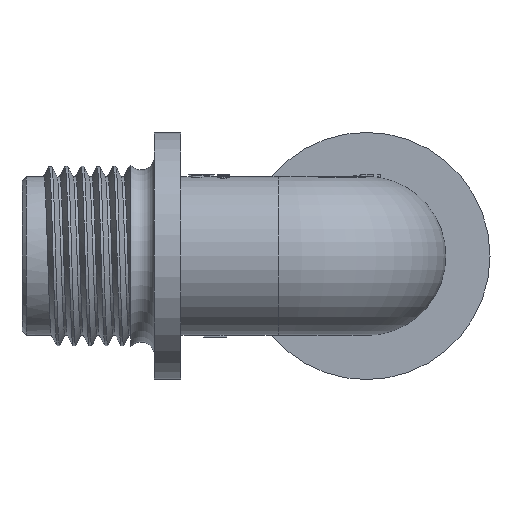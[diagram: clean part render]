
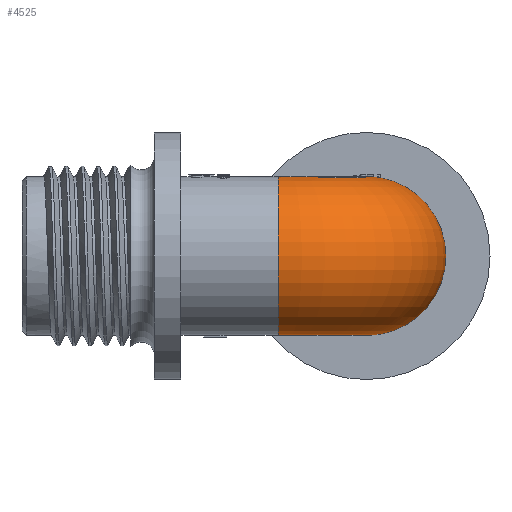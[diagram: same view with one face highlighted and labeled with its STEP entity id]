
A CAD part, front view. The second image highlights one B-rep face of the part: STEP entity #4525.
In plain terms, the highlighted toroidal (fillet/blend) face has major radius 10 mm and minor radius 9 mm.
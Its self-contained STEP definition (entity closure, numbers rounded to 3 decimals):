
#4525=ADVANCED_FACE('',(#4985,#4986,#4987),#4973,.T.);
#4973=TOROIDAL_SURFACE('',#10607,10.,9.);
#4985=FACE_BOUND('',#5057,.T.);
#4986=FACE_BOUND('',#5058,.T.);
#4987=FACE_BOUND('',#5059,.T.);
#5057=EDGE_LOOP('',(#5639,#5640,#5641,#5642,#5643,#5644,#5645,#5646));
#5058=EDGE_LOOP('',(#5647));
#5059=EDGE_LOOP('',(#5648));
#5551=CIRCLE('',#10602,9.);
#5552=CIRCLE('',#10603,11.446);
#5553=CIRCLE('',#10604,8.28);
#5554=CIRCLE('',#10605,9.);
#5555=CIRCLE('',#10606,9.);
#5639=ORIENTED_EDGE('',*,*,#9056,.F.);
#5640=ORIENTED_EDGE('',*,*,#9057,.T.);
#5641=ORIENTED_EDGE('',*,*,#9058,.F.);
#5642=ORIENTED_EDGE('',*,*,#9059,.T.);
#5643=ORIENTED_EDGE('',*,*,#9060,.F.);
#5644=ORIENTED_EDGE('',*,*,#9061,.T.);
#5645=ORIENTED_EDGE('',*,*,#9062,.F.);
#5646=ORIENTED_EDGE('',*,*,#9063,.T.);
#5647=ORIENTED_EDGE('',*,*,#9064,.F.);
#5648=ORIENTED_EDGE('',*,*,#9065,.T.);
#8185=VERTEX_POINT('',#13964);
#8186=VERTEX_POINT('',#13965);
#8187=VERTEX_POINT('',#13967);
#8188=VERTEX_POINT('',#13984);
#8189=VERTEX_POINT('',#13986);
#8190=VERTEX_POINT('',#14003);
#8191=VERTEX_POINT('',#14008);
#8192=VERTEX_POINT('',#14025);
#8193=VERTEX_POINT('',#14028);
#8194=VERTEX_POINT('',#14030);
#9056=EDGE_CURVE('',#8185,#8186,#10329,.T.);
#9057=EDGE_CURVE('',#8185,#8187,#5551,.T.);
#9058=EDGE_CURVE('',#8188,#8187,#10330,.T.);
#9059=EDGE_CURVE('',#8188,#8189,#5552,.T.);
#9060=EDGE_CURVE('',#8190,#8189,#10331,.T.);
#9061=EDGE_CURVE('',#8190,#8191,#10332,.T.);
#9062=EDGE_CURVE('',#8192,#8191,#10333,.T.);
#9063=EDGE_CURVE('',#8192,#8186,#5553,.T.);
#9064=EDGE_CURVE('',#8193,#8193,#5554,.T.);
#9065=EDGE_CURVE('',#8194,#8194,#5555,.T.);
#10329=B_SPLINE_CURVE_WITH_KNOTS('',3,(#13948,#13949,#13950,#13951,#13952,
#13953,#13954,#13955,#13956,#13957,#13958,#13959,#13960,#13961,#13962,#13963),
 .UNSPECIFIED.,.F.,.F.,(4,3,3,3,3,4),(0.,0.23,0.46,
0.691,0.92,1.),.UNSPECIFIED.);
#10330=B_SPLINE_CURVE_WITH_KNOTS('',3,(#13968,#13969,#13970,#13971,#13972,
#13973,#13974,#13975,#13976,#13977,#13978,#13979,#13980,#13981,#13982,#13983),
 .UNSPECIFIED.,.F.,.F.,(4,3,3,3,3,4),(0.,0.202,0.405,
0.608,0.813,1.),.UNSPECIFIED.);
#10331=B_SPLINE_CURVE_WITH_KNOTS('',3,(#13987,#13988,#13989,#13990,#13991,
#13992,#13993,#13994,#13995,#13996,#13997,#13998,#13999,#14000,#14001,#14002),
 .UNSPECIFIED.,.F.,.F.,(4,3,3,3,3,4),(0.,0.229,0.457,
0.687,0.914,1.),.UNSPECIFIED.);
#10332=B_SPLINE_CURVE_WITH_KNOTS('',3,(#14004,#14005,#14006,#14007),
 .UNSPECIFIED.,.F.,.F.,(4,4),(0.,1.),.UNSPECIFIED.);
#10333=B_SPLINE_CURVE_WITH_KNOTS('',3,(#14009,#14010,#14011,#14012,#14013,
#14014,#14015,#14016,#14017,#14018,#14019,#14020,#14021,#14022,#14023,#14024),
 .UNSPECIFIED.,.F.,.F.,(4,3,3,3,3,4),(0.,0.198,0.396,
0.596,0.799,1.),.UNSPECIFIED.);
#10602=AXIS2_PLACEMENT_3D('',#13966,#11547,#11548);
#10603=AXIS2_PLACEMENT_3D('',#13985,#11549,#11550);
#10604=AXIS2_PLACEMENT_3D('',#14026,#11551,#11552);
#10605=AXIS2_PLACEMENT_3D('',#14027,#11553,#11554);
#10606=AXIS2_PLACEMENT_3D('',#14029,#11555,#11556);
#10607=AXIS2_PLACEMENT_3D('',#14031,#11557,#11558);
#11547=DIRECTION('',(0.443,0.896,0.));
#11548=DIRECTION('',(0.896,-0.443,0.));
#11549=DIRECTION('',(0.,0.,-1.));
#11550=DIRECTION('',(-1.,0.,0.));
#11551=DIRECTION('',(0.,0.,1.));
#11552=DIRECTION('',(-1.,0.,0.));
#11553=DIRECTION('',(-1.,0.,0.));
#11554=DIRECTION('',(0.,0.,-1.));
#11555=DIRECTION('',(0.,-1.,0.));
#11556=DIRECTION('',(0.,0.,-1.));
#11557=DIRECTION('',(0.,0.,-1.));
#11558=DIRECTION('',(0.,1.,0.));
#13948=CARTESIAN_POINT('',(8.437,54.595,8.954));
#13949=CARTESIAN_POINT('',(8.351,54.638,8.944));
#13950=CARTESIAN_POINT('',(8.257,54.666,8.933));
#13951=CARTESIAN_POINT('',(8.162,54.677,8.921));
#13952=CARTESIAN_POINT('',(8.067,54.689,8.909));
#13953=CARTESIAN_POINT('',(7.968,54.684,8.896));
#13954=CARTESIAN_POINT('',(7.875,54.663,8.884));
#13955=CARTESIAN_POINT('',(7.781,54.642,8.872));
#13956=CARTESIAN_POINT('',(7.69,54.605,8.861));
#13957=CARTESIAN_POINT('',(7.608,54.553,8.852));
#13958=CARTESIAN_POINT('',(7.527,54.503,8.844));
#13959=CARTESIAN_POINT('',(7.453,54.437,8.838));
#13960=CARTESIAN_POINT('',(7.394,54.362,8.835));
#13961=CARTESIAN_POINT('',(7.373,54.335,8.835));
#13962=CARTESIAN_POINT('',(7.353,54.307,8.834));
#13963=CARTESIAN_POINT('',(7.335,54.279,8.834));
#13964=CARTESIAN_POINT('',(8.437,54.595,8.954));
#13965=CARTESIAN_POINT('',(7.335,54.279,8.834));
#13966=CARTESIAN_POINT('',(9.252,54.193,0.));
#13967=CARTESIAN_POINT('',(9.754,53.944,8.983));
#13968=CARTESIAN_POINT('',(10.108,52.743,8.883));
#13969=CARTESIAN_POINT('',(10.156,52.825,8.883));
#13970=CARTESIAN_POINT('',(10.192,52.915,8.885));
#13971=CARTESIAN_POINT('',(10.211,53.008,8.89));
#13972=CARTESIAN_POINT('',(10.23,53.1,8.895));
#13973=CARTESIAN_POINT('',(10.234,53.197,8.901));
#13974=CARTESIAN_POINT('',(10.221,53.291,8.909));
#13975=CARTESIAN_POINT('',(10.209,53.385,8.917));
#13976=CARTESIAN_POINT('',(10.181,53.478,8.926));
#13977=CARTESIAN_POINT('',(10.138,53.562,8.936));
#13978=CARTESIAN_POINT('',(10.095,53.648,8.945));
#13979=CARTESIAN_POINT('',(10.037,53.727,8.954));
#13980=CARTESIAN_POINT('',(9.968,53.794,8.963));
#13981=CARTESIAN_POINT('',(9.906,53.854,8.97));
#13982=CARTESIAN_POINT('',(9.833,53.905,8.977));
#13983=CARTESIAN_POINT('',(9.754,53.944,8.983));
#13984=CARTESIAN_POINT('',(10.108,52.743,8.883));
#13985=CARTESIAN_POINT('',(0.287,58.624,8.883));
#13986=CARTESIAN_POINT('',(5.651,48.512,8.883));
#13987=CARTESIAN_POINT('',(4.538,48.8,8.972));
#13988=CARTESIAN_POINT('',(4.59,48.72,8.965));
#13989=CARTESIAN_POINT('',(4.657,48.648,8.956));
#13990=CARTESIAN_POINT('',(4.732,48.589,8.947));
#13991=CARTESIAN_POINT('',(4.808,48.531,8.938));
#13992=CARTESIAN_POINT('',(4.895,48.485,8.928));
#13993=CARTESIAN_POINT('',(4.986,48.455,8.919));
#13994=CARTESIAN_POINT('',(5.077,48.425,8.911));
#13995=CARTESIAN_POINT('',(5.174,48.411,8.903));
#13996=CARTESIAN_POINT('',(5.27,48.413,8.896));
#13997=CARTESIAN_POINT('',(5.365,48.415,8.89));
#13998=CARTESIAN_POINT('',(5.462,48.433,8.886));
#13999=CARTESIAN_POINT('',(5.551,48.467,8.884));
#14000=CARTESIAN_POINT('',(5.585,48.48,8.883));
#14001=CARTESIAN_POINT('',(5.619,48.495,8.883));
#14002=CARTESIAN_POINT('',(5.651,48.512,8.883));
#14003=CARTESIAN_POINT('',(4.538,48.8,8.972));
#14004=CARTESIAN_POINT('',(4.538,48.8,8.972));
#14005=CARTESIAN_POINT('',(4.272,49.21,9.01));
#14006=CARTESIAN_POINT('',(4.003,49.624,9.009));
#14007=CARTESIAN_POINT('',(3.737,50.033,8.969));
#14008=CARTESIAN_POINT('',(3.737,50.033,8.969));
#14009=CARTESIAN_POINT('',(4.063,51.255,8.834));
#14010=CARTESIAN_POINT('',(3.979,51.212,8.834));
#14011=CARTESIAN_POINT('',(3.902,51.154,8.838));
#14012=CARTESIAN_POINT('',(3.837,51.087,8.844));
#14013=CARTESIAN_POINT('',(3.772,51.019,8.85));
#14014=CARTESIAN_POINT('',(3.718,50.94,8.86));
#14015=CARTESIAN_POINT('',(3.678,50.855,8.87));
#14016=CARTESIAN_POINT('',(3.639,50.769,8.881));
#14017=CARTESIAN_POINT('',(3.613,50.676,8.893));
#14018=CARTESIAN_POINT('',(3.604,50.582,8.905));
#14019=CARTESIAN_POINT('',(3.594,50.486,8.918));
#14020=CARTESIAN_POINT('',(3.601,50.388,8.93));
#14021=CARTESIAN_POINT('',(3.624,50.295,8.941));
#14022=CARTESIAN_POINT('',(3.647,50.203,8.952));
#14023=CARTESIAN_POINT('',(3.685,50.113,8.962));
#14024=CARTESIAN_POINT('',(3.737,50.033,8.969));
#14025=CARTESIAN_POINT('',(4.063,51.255,8.834));
#14026=CARTESIAN_POINT('',(0.287,58.624,8.834));
#14027=CARTESIAN_POINT('',(0.287,48.624,0.));
#14028=CARTESIAN_POINT('',(0.287,48.624,-9.));
#14029=CARTESIAN_POINT('',(10.287,58.624,0.));
#14030=CARTESIAN_POINT('',(10.287,58.624,-9.));
#14031=CARTESIAN_POINT('',(0.287,58.624,0.));
